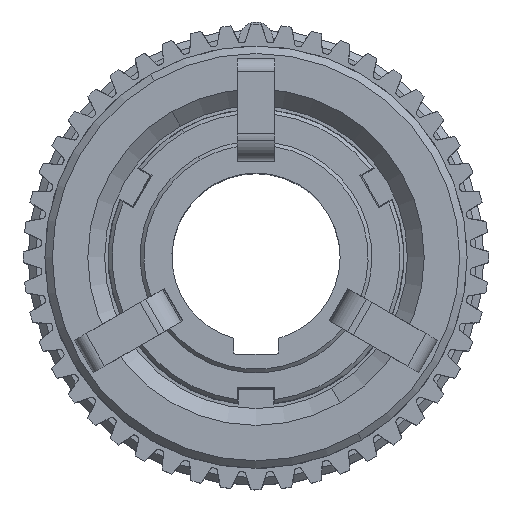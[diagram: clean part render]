
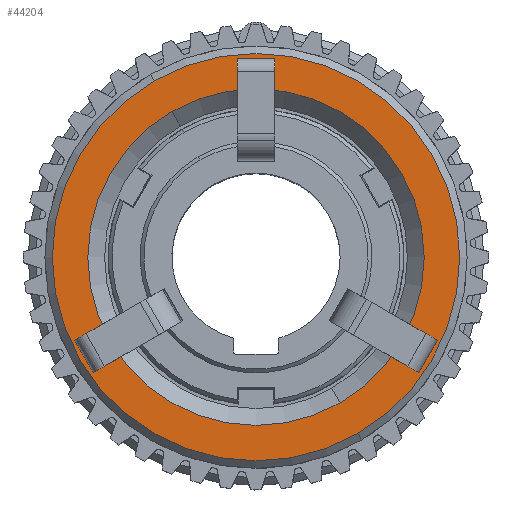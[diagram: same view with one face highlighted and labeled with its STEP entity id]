
A CAD part, top view. The second image highlights one B-rep face of the part: STEP entity #44204.
In plain terms, the highlighted planar face has unit normal (0, 0, 1).
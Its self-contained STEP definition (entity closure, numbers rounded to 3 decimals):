
#14026 = EDGE_CURVE ( 'NONE', #14027, #14086, #117874, .T. ) ;
#14027 = VERTEX_POINT ( 'NONE', #117853 ) ;
#14086 = VERTEX_POINT ( 'NONE', #118131 ) ;
#14104 = VERTEX_POINT ( 'NONE', #118189 ) ;
#14106 = EDGE_CURVE ( 'NONE', #14107, #14104, #118185, .T. ) ;
#14107 = VERTEX_POINT ( 'NONE', #118178 ) ;
#16388 = EDGE_CURVE ( 'NONE', #14086, #14027, #127059, .T. ) ;
#16453 = EDGE_CURVE ( 'NONE', #14104, #14107, #127343, .T. ) ;
#16939 = ORIENTED_EDGE ( 'NONE', *, *, #16453, .T. ) ;
#44169 = ORIENTED_EDGE ( 'NONE', *, *, #16388, .T. ) ;
#44189 = EDGE_LOOP ( 'NONE', ( #44169, #44277 ) ) ;
#44204 = ADVANCED_FACE ( 'NONE', ( #130551, #130548 ), #130558, .T. ) ;
#44277 = ORIENTED_EDGE ( 'NONE', *, *, #14026, .T. ) ;
#44300 = ORIENTED_EDGE ( 'NONE', *, *, #14106, .T. ) ;
#44304 = EDGE_LOOP ( 'NONE', ( #44300, #16939 ) ) ;
#117853 = CARTESIAN_POINT ( 'NONE',  ( 24.823, -40.144, 39.499 ) ) ;
#117855 = DIRECTION ( 'NONE',  ( 0.5, -0.866, 0. ) ) ;
#117857 = DIRECTION ( 'NONE',  ( 0., 0., 1. ) ) ;
#117859 = CARTESIAN_POINT ( 'NONE',  ( -2.427, 7.055, 39.499 ) ) ;
#117860 = AXIS2_PLACEMENT_3D ( 'NONE', #117859, #117857, #117855 ) ;
#117874 = CIRCLE ( 'NONE', #117860, 54.5 ) ;
#118131 = CARTESIAN_POINT ( 'NONE',  ( -29.677, 54.253, 39.499 ) ) ;
#118178 = CARTESIAN_POINT ( 'NONE',  ( 20.073, -31.917, 39.499 ) ) ;
#118179 = DIRECTION ( 'NONE',  ( 0.5, -0.866, 0. ) ) ;
#118180 = DIRECTION ( 'NONE',  ( 0., 0., -1. ) ) ;
#118182 = CARTESIAN_POINT ( 'NONE',  ( -2.427, 7.055, 39.499 ) ) ;
#118183 = AXIS2_PLACEMENT_3D ( 'NONE', #118182, #118180, #118179 ) ;
#118185 = CIRCLE ( 'NONE', #118183, 45. ) ;
#118189 = CARTESIAN_POINT ( 'NONE',  ( -24.927, 46.026, 39.499 ) ) ;
#127059 = CIRCLE ( 'NONE', #127197, 54.5 ) ;
#127192 = DIRECTION ( 'NONE',  ( 0.5, -0.866, 0. ) ) ;
#127194 = DIRECTION ( 'NONE',  ( 0., 0., 1. ) ) ;
#127196 = CARTESIAN_POINT ( 'NONE',  ( -2.427, 7.055, 39.499 ) ) ;
#127197 = AXIS2_PLACEMENT_3D ( 'NONE', #127196, #127194, #127192 ) ;
#127339 = DIRECTION ( 'NONE',  ( 0.5, -0.866, 0. ) ) ;
#127340 = DIRECTION ( 'NONE',  ( 0., 0., -1. ) ) ;
#127341 = CARTESIAN_POINT ( 'NONE',  ( -2.427, 7.055, 39.499 ) ) ;
#127342 = AXIS2_PLACEMENT_3D ( 'NONE', #127341, #127340, #127339 ) ;
#127343 = CIRCLE ( 'NONE', #127342, 45. ) ;
#130548 = FACE_BOUND ( 'NONE', #44304, .T. ) ;
#130551 = FACE_OUTER_BOUND ( 'NONE', #44189, .T. ) ;
#130558 = PLANE ( 'NONE',  #130671 ) ;
#130660 = DIRECTION ( 'NONE',  ( 0.5, -0.866, 0. ) ) ;
#130662 = DIRECTION ( 'NONE',  ( 0., 0., 1. ) ) ;
#130670 = CARTESIAN_POINT ( 'NONE',  ( -2.427, 7.055, 39.499 ) ) ;
#130671 = AXIS2_PLACEMENT_3D ( 'NONE', #130670, #130662, #130660 ) ;
